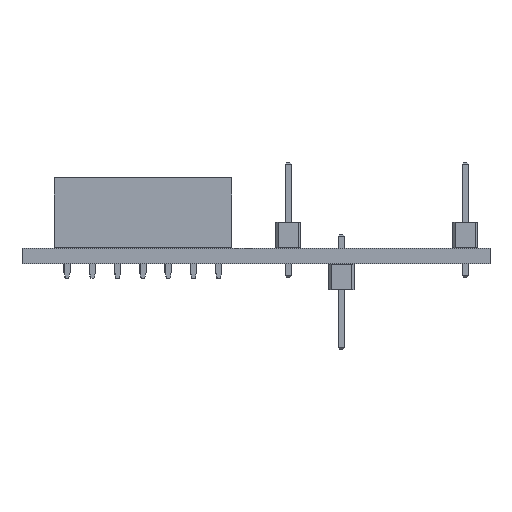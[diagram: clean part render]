
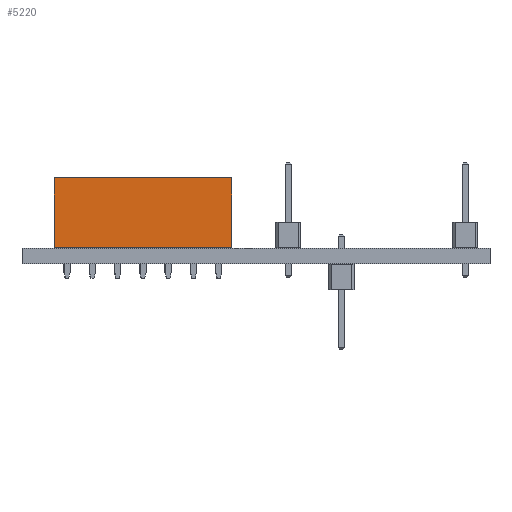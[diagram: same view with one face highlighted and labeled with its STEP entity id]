
A CAD part, front view. The second image highlights one B-rep face of the part: STEP entity #5220.
In plain terms, the highlighted face is planar.
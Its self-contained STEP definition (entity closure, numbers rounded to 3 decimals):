
#4297 = VERTEX_POINT('',#4298);
#4298 = CARTESIAN_POINT('',(-1.27,-16.51,0.));
#4306 = EDGE_CURVE('',#4297,#4307,#4309,.T.);
#4307 = VERTEX_POINT('',#4308);
#4308 = CARTESIAN_POINT('',(-1.27,-16.51,7.));
#4309 = LINE('',#4310,#4311);
#4310 = CARTESIAN_POINT('',(-1.27,-16.51,0.));
#4311 = VECTOR('',#4312,1.);
#4312 = DIRECTION('',(0.,0.,1.));
#4369 = VERTEX_POINT('',#4370);
#4370 = CARTESIAN_POINT('',(-1.27,1.27,7.));
#4376 = EDGE_CURVE('',#4377,#4369,#4379,.T.);
#4377 = VERTEX_POINT('',#4378);
#4378 = CARTESIAN_POINT('',(-1.27,1.27,0.));
#4379 = LINE('',#4380,#4381);
#4380 = CARTESIAN_POINT('',(-1.27,1.27,0.));
#4381 = VECTOR('',#4382,1.);
#4382 = DIRECTION('',(0.,0.,1.));
#4441 = EDGE_CURVE('',#4369,#4307,#4442,.T.);
#4442 = LINE('',#4443,#4444);
#4443 = CARTESIAN_POINT('',(-1.27,1.27,7.));
#4444 = VECTOR('',#4445,1.);
#4445 = DIRECTION('',(0.,-1.,0.));
#4701 = EDGE_CURVE('',#4377,#4297,#4702,.T.);
#4702 = LINE('',#4703,#4704);
#4703 = CARTESIAN_POINT('',(-1.27,1.27,0.));
#4704 = VECTOR('',#4705,1.);
#4705 = DIRECTION('',(0.,-1.,0.));
#5220 = ADVANCED_FACE('',(#5221),#5227,.F.);
#5221 = FACE_BOUND('',#5222,.F.);
#5222 = EDGE_LOOP('',(#5223,#5224,#5225,#5226));
#5223 = ORIENTED_EDGE('',*,*,#4376,.T.);
#5224 = ORIENTED_EDGE('',*,*,#4441,.T.);
#5225 = ORIENTED_EDGE('',*,*,#4306,.F.);
#5226 = ORIENTED_EDGE('',*,*,#4701,.F.);
#5227 = PLANE('',#5228);
#5228 = AXIS2_PLACEMENT_3D('',#5229,#5230,#5231);
#5229 = CARTESIAN_POINT('',(-1.27,1.27,0.));
#5230 = DIRECTION('',(1.,0.,0.));
#5231 = DIRECTION('',(0.,-1.,0.));
